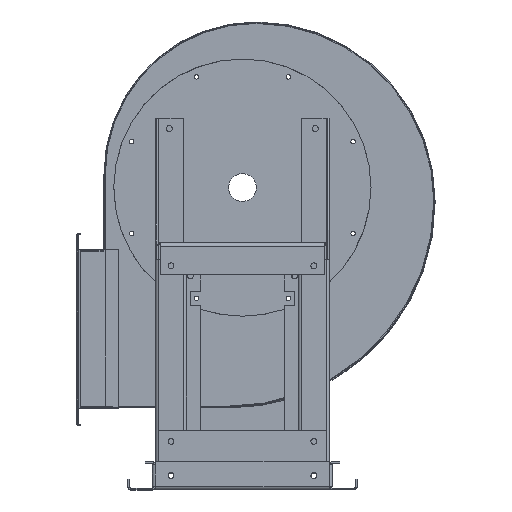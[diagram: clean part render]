
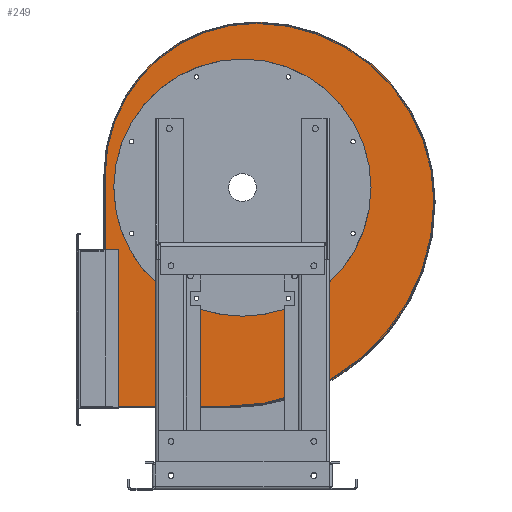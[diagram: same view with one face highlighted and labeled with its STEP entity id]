
A CAD part, top view. The second image highlights one B-rep face of the part: STEP entity #249.
In plain terms, the highlighted face is planar.
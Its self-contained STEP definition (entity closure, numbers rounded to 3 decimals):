
#249=ADVANCED_FACE('',(#22666,#22668),#22670,.F.);
#22666=FACE_BOUND('',#22667,.T.);
#22667=EDGE_LOOP('',(#41452,#41453,#41454,#41455,#41456,#41457,#41458,#41459,#41460));
#22668=FACE_BOUND('',#22669,.T.);
#22669=EDGE_LOOP('',(#41461));
#22670=PLANE('',#22671);
#22671=AXIS2_PLACEMENT_3D('',#22672,#22673,#22674);
#22672=CARTESIAN_POINT('',(0.,0.,0.));
#22673=DIRECTION('',(-0.,-0.,1.));
#22674=DIRECTION('',(1.,0.,0.));
#41452=ORIENTED_EDGE('',*,*,#55779,.T.);
#41453=ORIENTED_EDGE('',*,*,#55719,.T.);
#41454=ORIENTED_EDGE('',*,*,#55780,.T.);
#41455=ORIENTED_EDGE('',*,*,#55781,.T.);
#41456=ORIENTED_EDGE('',*,*,#55701,.T.);
#41457=ORIENTED_EDGE('',*,*,#55778,.T.);
#41458=ORIENTED_EDGE('',*,*,#55782,.T.);
#41459=ORIENTED_EDGE('',*,*,#55783,.T.);
#41460=ORIENTED_EDGE('',*,*,#55784,.T.);
#41461=ORIENTED_EDGE('',*,*,#55785,.T.);
#55701=EDGE_CURVE('',#62905,#62903,#62906,.T.);
#55719=EDGE_CURVE('',#62939,#62937,#62940,.T.);
#55778=EDGE_CURVE('',#62903,#63037,#63039,.T.);
#55779=EDGE_CURVE('',#63040,#62939,#63041,.T.);
#55780=EDGE_CURVE('',#62937,#63042,#63043,.T.);
#55781=EDGE_CURVE('',#63042,#62905,#63044,.T.);
#55782=EDGE_CURVE('',#63037,#63045,#63046,.T.);
#55783=EDGE_CURVE('',#63045,#63047,#63048,.T.);
#55784=EDGE_CURVE('',#63047,#63040,#63049,.T.);
#55785=EDGE_CURVE('',#63050,#63050,#63051,.F.);
#62903=VERTEX_POINT('',#74755);
#62905=VERTEX_POINT('',#74759);
#62906=LINE('',#74760,#74761);
#62937=VERTEX_POINT('',#74825);
#62939=VERTEX_POINT('',#74829);
#62940=LINE('',#74830,#74831);
#63037=VERTEX_POINT('',#75061);
#63039=LINE('',#75065,#75066);
#63040=VERTEX_POINT('',#75068);
#63041=LINE('',#75069,#75070);
#63042=VERTEX_POINT('',#75072);
#63043=LINE('',#75073,#75074);
#63044=LINE('',#75076,#75077);
#63045=VERTEX_POINT('',#75079);
#63046=CIRCLE('',#75080,296.84);
#63047=VERTEX_POINT('',#75084);
#63048=CIRCLE('',#75085,257.78);
#63049=CIRCLE('',#75089,218.72);
#63050=VERTEX_POINT('',#75093);
#63051=CIRCLE('',#75094,185.);
#74755=CARTESIAN_POINT('',(-187.19,-316.37,-0.));
#74759=CARTESIAN_POINT('',(-187.19,-314.37,-0.));
#74760=CARTESIAN_POINT('',(-187.19,-314.37,0.));
#74761=VECTOR('',#74762,1.);
#74762=DIRECTION('',(0.,-1.,0.));
#74825=CARTESIAN_POINT('',(-197.19,-86.37,-0.));
#74829=CARTESIAN_POINT('',(-199.19,-86.37,-0.));
#74830=CARTESIAN_POINT('',(-199.19,-86.37,0.));
#74831=VECTOR('',#74832,1.);
#74832=DIRECTION('',(1.,0.,0.));
#75061=CARTESIAN_POINT('',(-19.53,-316.37,-0.));
#75065=CARTESIAN_POINT('',(-187.19,-316.37,0.));
#75066=VECTOR('',#75067,1.);
#75067=DIRECTION('',(1.,0.,0.));
#75068=CARTESIAN_POINT('',(-199.19,19.53,0.));
#75069=CARTESIAN_POINT('',(-199.19,19.53,0.));
#75070=VECTOR('',#75071,1.);
#75071=DIRECTION('',(0.,-1.,0.));
#75072=CARTESIAN_POINT('',(-197.19,-314.37,-0.));
#75073=CARTESIAN_POINT('',(-197.19,-86.37,0.));
#75074=VECTOR('',#75075,1.);
#75075=DIRECTION('',(0.,-1.,0.));
#75076=CARTESIAN_POINT('',(-197.19,-314.37,0.));
#75077=VECTOR('',#75078,1.);
#75078=DIRECTION('',(1.,0.,0.));
#75079=CARTESIAN_POINT('',(277.31,-19.53,0.));
#75080=AXIS2_PLACEMENT_3D('',#75081,#75082,#75083);
#75081=CARTESIAN_POINT('',(-19.53,-19.53,0.));
#75082=DIRECTION('',(0.,0.,1.));
#75083=DIRECTION('',(0.,-1.,0.));
#75084=CARTESIAN_POINT('',(19.53,238.25,0.));
#75085=AXIS2_PLACEMENT_3D('',#75086,#75087,#75088);
#75086=CARTESIAN_POINT('',(19.53,-19.53,0.));
#75087=DIRECTION('',(0.,0.,1.));
#75088=DIRECTION('',(1.,0.,0.));
#75089=AXIS2_PLACEMENT_3D('',#75090,#75091,#75092);
#75090=CARTESIAN_POINT('',(19.53,19.53,0.));
#75091=DIRECTION('',(0.,0.,1.));
#75092=DIRECTION('',(0.,1.,0.));
#75093=CARTESIAN_POINT('',(185.,0.,0.));
#75094=AXIS2_PLACEMENT_3D('',#75095,#75096,#75097);
#75095=CARTESIAN_POINT('',(0.,0.,0.));
#75096=DIRECTION('',(-0.,-0.,1.));
#75097=DIRECTION('',(1.,0.,0.));
